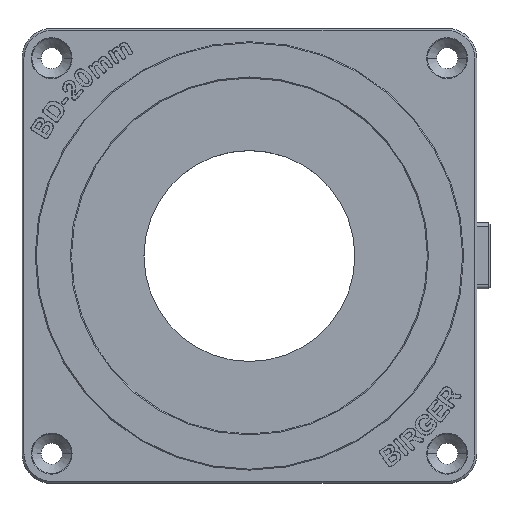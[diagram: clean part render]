
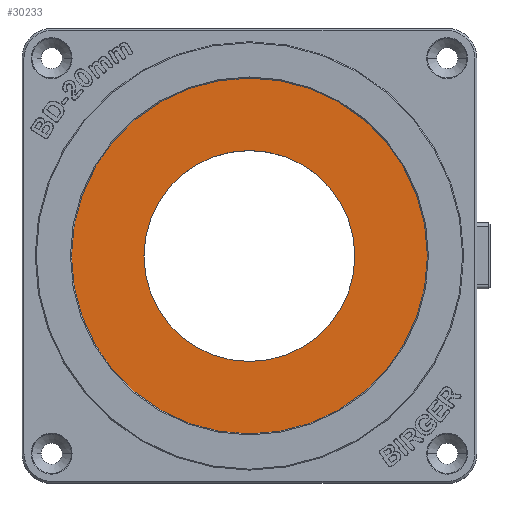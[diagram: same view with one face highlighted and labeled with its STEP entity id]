
A CAD part, top view. The second image highlights one B-rep face of the part: STEP entity #30233.
In plain terms, the highlighted planar face has unit normal (0, 0, 1).
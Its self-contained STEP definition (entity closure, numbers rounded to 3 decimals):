
#1324 = VERTEX_POINT ( 'NONE', #11060 ) ;
#1774 = DIRECTION ( 'NONE',  ( 0., 0., -1. ) ) ;
#3579 = ORIENTED_EDGE ( 'NONE', *, *, #37729, .T. ) ;
#5279 = CARTESIAN_POINT ( 'NONE',  ( 0., 0., 5. ) ) ;
#5588 = ORIENTED_EDGE ( 'NONE', *, *, #27404, .T. ) ;
#5916 = DIRECTION ( 'NONE',  ( -1., 0., 0. ) ) ;
#5945 = EDGE_CURVE ( 'NONE', #23320, #1324, #24881, .T. ) ;
#6307 = DIRECTION ( 'NONE',  ( -1., 0., 0. ) ) ;
#7123 = AXIS2_PLACEMENT_3D ( 'NONE', #12091, #34124, #5916 ) ;
#8928 = VERTEX_POINT ( 'NONE', #20710 ) ;
#10056 = DIRECTION ( 'NONE',  ( -1., 0., 0. ) ) ;
#11060 = CARTESIAN_POINT ( 'NONE',  ( -27., 0., 5. ) ) ;
#11283 = EDGE_LOOP ( 'NONE', ( #34900, #3579 ) ) ;
#12091 = CARTESIAN_POINT ( 'NONE',  ( 0., 0., 5. ) ) ;
#15703 = CIRCLE ( 'NONE', #22246, 27. ) ;
#16387 = FACE_OUTER_BOUND ( 'NONE', #11283, .T. ) ;
#16957 = ORIENTED_EDGE ( 'NONE', *, *, #26450, .T. ) ;
#17873 = DIRECTION ( 'NONE',  ( -1., 0., 0. ) ) ;
#18393 = VERTEX_POINT ( 'NONE', #23047 ) ;
#20710 = CARTESIAN_POINT ( 'NONE',  ( -16., 0., 5. ) ) ;
#21955 = CARTESIAN_POINT ( 'NONE',  ( 23.5, -30., 5. ) ) ;
#22246 = AXIS2_PLACEMENT_3D ( 'NONE', #25699, #33818, #10056 ) ;
#22528 = EDGE_LOOP ( 'NONE', ( #5588, #16957 ) ) ;
#23047 = CARTESIAN_POINT ( 'NONE',  ( 16., 0., 5. ) ) ;
#23261 = AXIS2_PLACEMENT_3D ( 'NONE', #21955, #34518, #6307 ) ;
#23320 = VERTEX_POINT ( 'NONE', #28085 ) ;
#24313 = AXIS2_PLACEMENT_3D ( 'NONE', #5279, #1774, #40064 ) ;
#24881 = CIRCLE ( 'NONE', #7123, 27. ) ;
#24954 = CIRCLE ( 'NONE', #25576, 16. ) ;
#25576 = AXIS2_PLACEMENT_3D ( 'NONE', #37209, #30850, #17873 ) ;
#25699 = CARTESIAN_POINT ( 'NONE',  ( 0., 0., 5. ) ) ;
#26450 = EDGE_CURVE ( 'NONE', #8928, #18393, #24954, .T. ) ;
#27404 = EDGE_CURVE ( 'NONE', #18393, #8928, #38795, .T. ) ;
#28085 = CARTESIAN_POINT ( 'NONE',  ( 27., 0., 5. ) ) ;
#30233 = ADVANCED_FACE ( 'NONE', ( #32036, #16387 ), #38407, .F. ) ;
#30850 = DIRECTION ( 'NONE',  ( 0., 0., -1. ) ) ;
#32036 = FACE_BOUND ( 'NONE', #22528, .T. ) ;
#33818 = DIRECTION ( 'NONE',  ( 0., 0., 1. ) ) ;
#34124 = DIRECTION ( 'NONE',  ( 0., 0., 1. ) ) ;
#34518 = DIRECTION ( 'NONE',  ( 0., 0., -1. ) ) ;
#34900 = ORIENTED_EDGE ( 'NONE', *, *, #5945, .T. ) ;
#37209 = CARTESIAN_POINT ( 'NONE',  ( 0., 0., 5. ) ) ;
#37729 = EDGE_CURVE ( 'NONE', #1324, #23320, #15703, .T. ) ;
#38407 = PLANE ( 'NONE',  #23261 ) ;
#38795 = CIRCLE ( 'NONE', #24313, 16. ) ;
#40064 = DIRECTION ( 'NONE',  ( -1., 0., 0. ) ) ;
